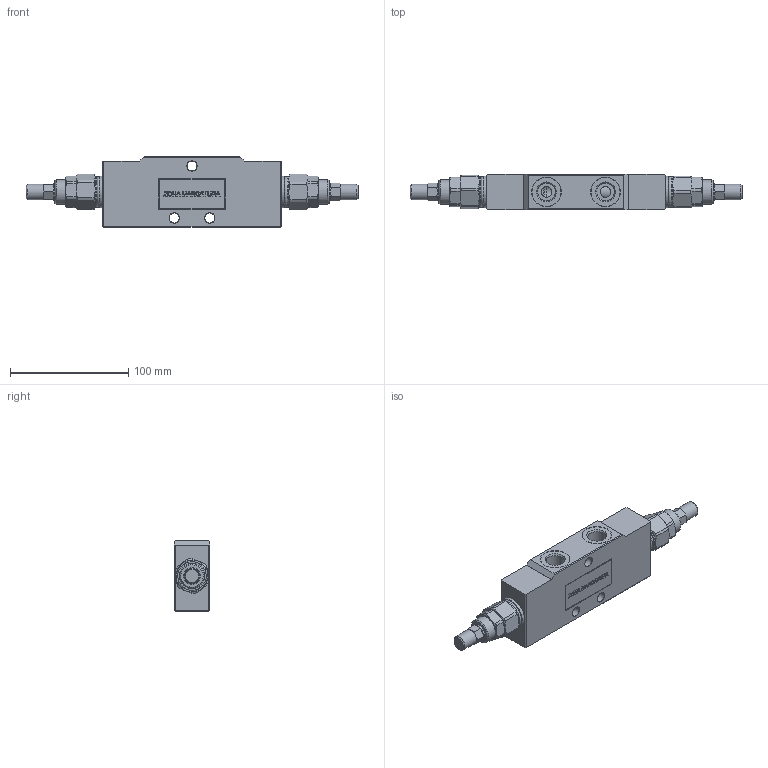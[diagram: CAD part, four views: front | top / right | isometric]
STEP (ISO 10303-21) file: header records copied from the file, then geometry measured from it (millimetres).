
FILE_DESCRIPTION(/* description */ ('Unknown'),/* implementation_level */ '2;1');
FILE_NAME(/* name */ 'V0421',/* time_stamp */ '2019-12-30T14:41:07+01:00',/* author */ ('Unknown'),/* organization */ ('Unknown'),/* preprocessor_version */ 'ST-DEVELOPER v16.7',/* originating_system */ 'DEX',/* authorisation */ $);
FILE_SCHEMA (('AUTOMOTIVE_DESIGN {1 0 10303 214 3 1 1}'));
Length unit declared in the file: millimetre
Products named in the file (1): V0421
Bounding box: 281 x 30 x 60 mm (x, y, z)
Volume: 317527 mm3; surface area: 58518.2 mm2
Topology: 11 solids, 11 shells, 486 faces, 1158 edges, 717 vertices
Faces by surface type: plane 234, cone 86, cylinder 75, bspline 50, torus 41
Full cylindrical faces by diameter (mm): 1 x1, 8.5 x5, 9 x2, 13 x2, 14 x2, 14.5 x1, 15.2 x8, 17.95 x2, 18.4 x2, 19 x1, 20.1 x2, 21 x2, 22 x4, 25 x4, 26.5 x2, 27 x2, 28 x2
Entity records: 21960 total; most frequent: CARTESIAN_POINT 8947, ORIENTED_EDGE 1980, DIRECTION 1708, EDGE_CURVE 990, AXIS2_PLACEMENT_3D 714, VERTEX_POINT 674, FACE_BOUND 640, EDGE_LOOP 638
